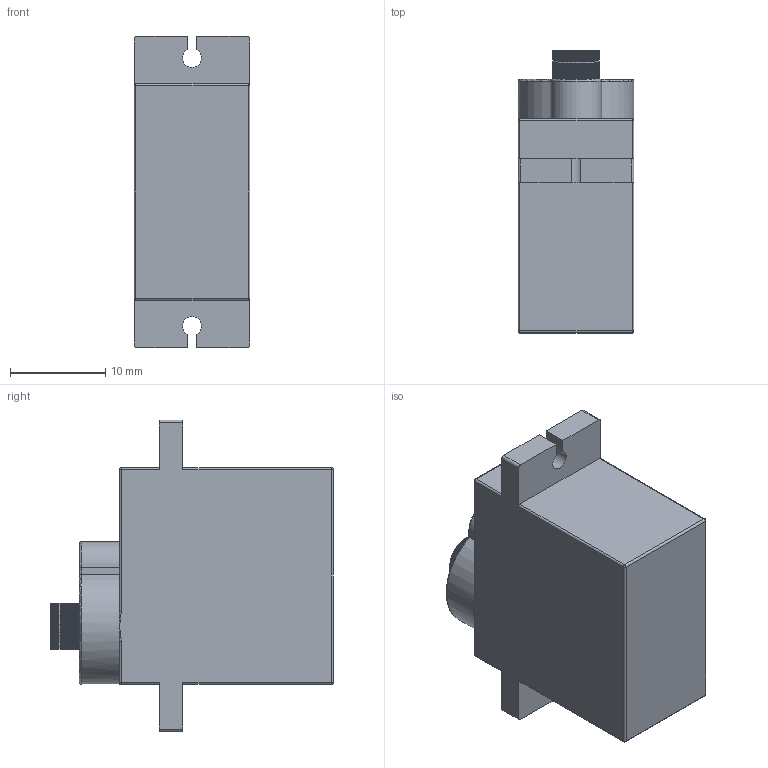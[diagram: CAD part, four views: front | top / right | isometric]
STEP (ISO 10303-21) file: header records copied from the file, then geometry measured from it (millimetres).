
FILE_DESCRIPTION(/* description */ (''),/* implementation_level */ '2;1');
FILE_NAME(/* name */ 'MicroSG90 Servo Motor_step.step',/* time_stamp */ '2020-05-13T13:37:56+10:00',/* author */ (''),/* organization */ (''),/* preprocessor_version */ 'ST-DEVELOPER v18.1',/* originating_system */ 'Autodesk Translation Framework v9.3.0.1241',/* authorisation */ '');
FILE_SCHEMA (('AUTOMOTIVE_DESIGN { 1 0 10303 214 3 1 1 }'));
Length unit declared in the file: millimetre
Products named in the file (1): MicroSG90 Servo
Bounding box: 12.2 x 29.7 x 32.8 mm (x, y, z)
Volume: 7134.4 mm3; surface area: 2670.4 mm2
Topology: 1 solids, 1 shells, 793 faces, 2336 edges, 1541 vertices
Faces by surface type: cylinder 750, plane 27, sphere 8, bspline 6, torus 2
Full cylindrical faces by diameter (mm): 1.5 x1
Entity records: 27468 total; most frequent: DIRECTION 5407, CARTESIAN_POINT 4877, ORIENTED_EDGE 4660, EDGE_CURVE 2330, AXIS2_PLACEMENT_3D 2297, VERTEX_POINT 1541, CIRCLE 1509, LINE 813
